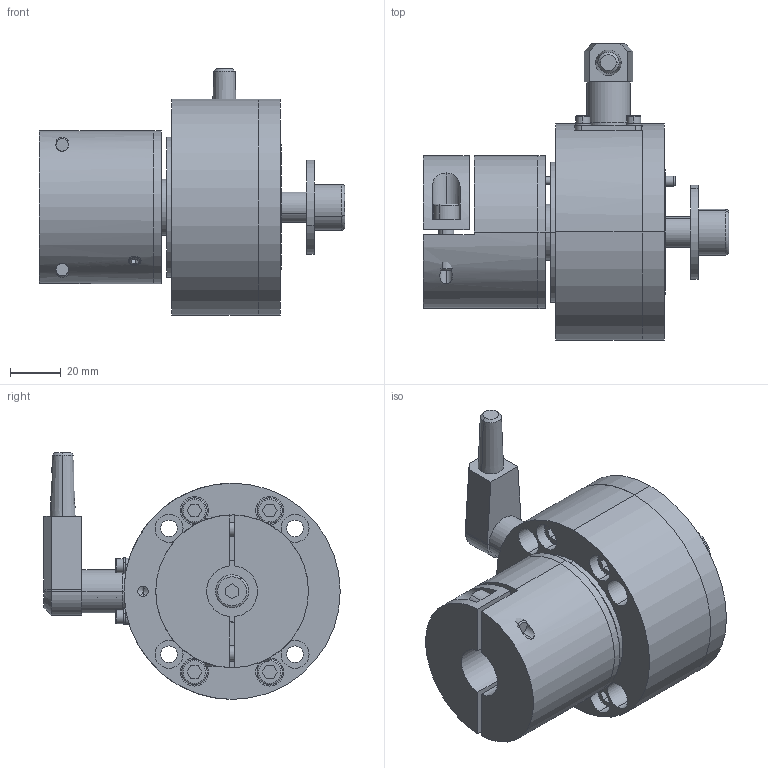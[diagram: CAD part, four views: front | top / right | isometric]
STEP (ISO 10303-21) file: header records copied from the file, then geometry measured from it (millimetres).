
FILE_DESCRIPTION (( 'STEP AP203' ), '1' );
FILE_NAME ('31104607_-.step', '2022-03-07T11:19:07', ( '' ), ( '' ), 'SwSTEP 2.0', 'SolidWorks 2018', '' );
FILE_SCHEMA (( 'CONFIG_CONTROL_DESIGN' ));
Length unit declared in the file: millimetre
Products named in the file (23): Senkniete_90起d3x10; 091113-3_stp_01; Gew-Sti-I6kt-Zapfen DIN915_M5x10; 070908-1_stp_01; Federringe_DIN127A_M03; Zyl-Schr DIN912_M6x30; RKL_6203_01; 31100948_01; 061205-3_01; 31104607_-; Flanschstecker_M14x1_Mini_5pol; Sch DIN9021_M8; 070907-2_01; Zyl-Schr DIN912_M12x25; 31104424_01; 31104422_01; Zyl-Schr DIN912_M6x20; Spannstift_ISO13337_D04x10; 070910-4_01; Se-Schr DIN7991_M3x8; Zyl-Schr DIN912_M3x6; Zyl-Schr DIN7984_M8x12; Sch DIN9021_M12
Assembly tree (35 placements, depth 3):
  31104607_-
    070908-1_stp_01
      091113-3_stp_01
      070907-2_01
      070910-4_01
      Federringe_DIN127A_M03  x4
      Zyl-Schr DIN912_M3x6  x4
      Flanschstecker_M14x1_Mini_5pol
      Zyl-Schr DIN912_M6x30  x4
    31104422_01
      31104424_01
      061205-3_01
      Zyl-Schr DIN912_M6x20  x2
      Zyl-Schr DIN7984_M8x12
      Senkniete_90起d3x10
      Se-Schr DIN7991_M3x8  x4
      Gew-Sti-I6kt-Zapfen DIN915_M5x10
      Sch DIN9021_M8
      RKL_6203_01
    31100948_01
    Zyl-Schr DIN912_M12x25
    Sch DIN9021_M12
    Spannstift_ISO13337_D04x10
Bounding box: 120 x 116.5 x 97 mm (x, y, z)
Volume: 317993.6 mm3; surface area: 114039 mm2
Topology: 43 solids, 43 shells, 810 faces, 1840 edges, 1154 vertices
Faces by surface type: cylinder 338, plane 280, cone 123, torus 53, sphere 16
Entity records: 20708 total; most frequent: CARTESIAN_POINT 3397, DIRECTION 3373, ORIENTED_EDGE 2732, AXIS2_PLACEMENT_3D 1386, EDGE_CURVE 1366, VERTEX_POINT 880, EDGE_LOOP 762, CIRCLE 731
